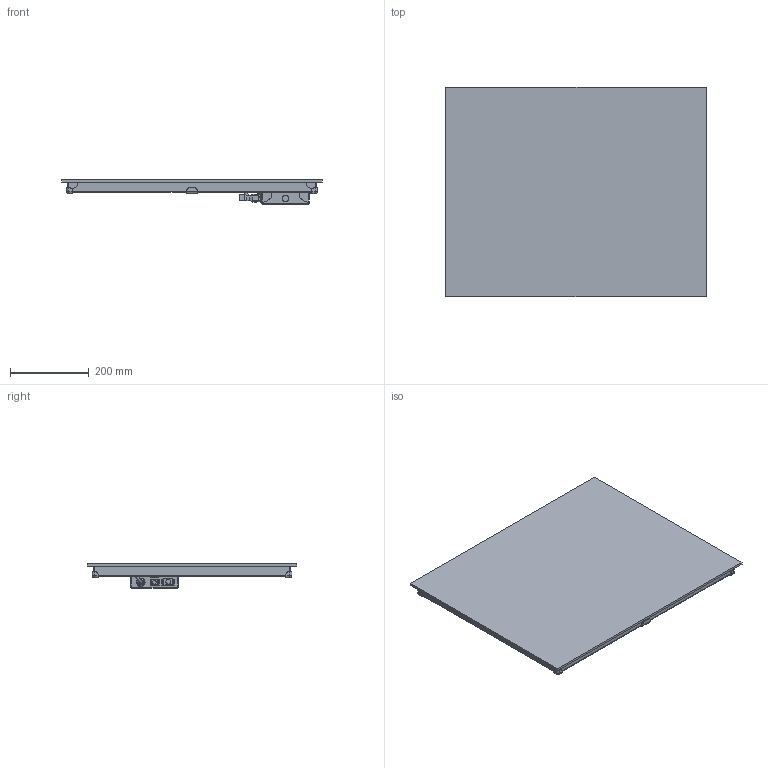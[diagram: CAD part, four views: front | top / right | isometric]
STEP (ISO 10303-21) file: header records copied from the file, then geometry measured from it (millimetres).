
FILE_DESCRIPTION(/* description */ ('This is a sample STEP configuration'),/* implementation_level */ '2;1');
FILE_NAME(/* name */ '11200000_A.stp',/* time_stamp */ '2021-05-27T14:14:29+02:00',/* author */ ('powerJobs'),/* organization */ ('coolOrange'),/* preprocessor_version */ 'ST-DEVELOPER v18.1',/* originating_system */ 'Autodesk Inventor 2021',/* authorisation */ '');
FILE_SCHEMA (('AUTOMOTIVE_DESIGN { 1 0 10303 214 3 1 1 }'));
Products named in the file (1): ENG-00003415
Bounding box: 660 x 530 x 61.8 mm (x, y, z)
Volume: 10015044.5 mm3; surface area: 1490601.9 mm2
Topology: 1 solids, 23 shells, 2058 faces, 5930 edges, 3896 vertices
Faces by surface type: plane 1503, cylinder 457, torus 48, cone 32, bspline 10, sphere 8
Full cylindrical faces by diameter (mm): 2.3 x15, 2.5 x6, 4 x2, 5 x8, 5.5 x6, 6.5 x7, 7 x8, 9.5 x2, 11 x1, 12 x1, 12.2 x1, 14.16 x2, 16 x1, 16.5 x1, 18 x2, 19.6 x1, 19.98 x1, 22 x2
Entity records: 71038 total; most frequent: CARTESIAN_POINT 13862, ORIENTED_EDGE 11852, DIRECTION 11047, EDGE_CURVE 5926, LINE 4521, VECTOR 4521, VERTEX_POINT 3896, AXIS2_PLACEMENT_3D 3263
